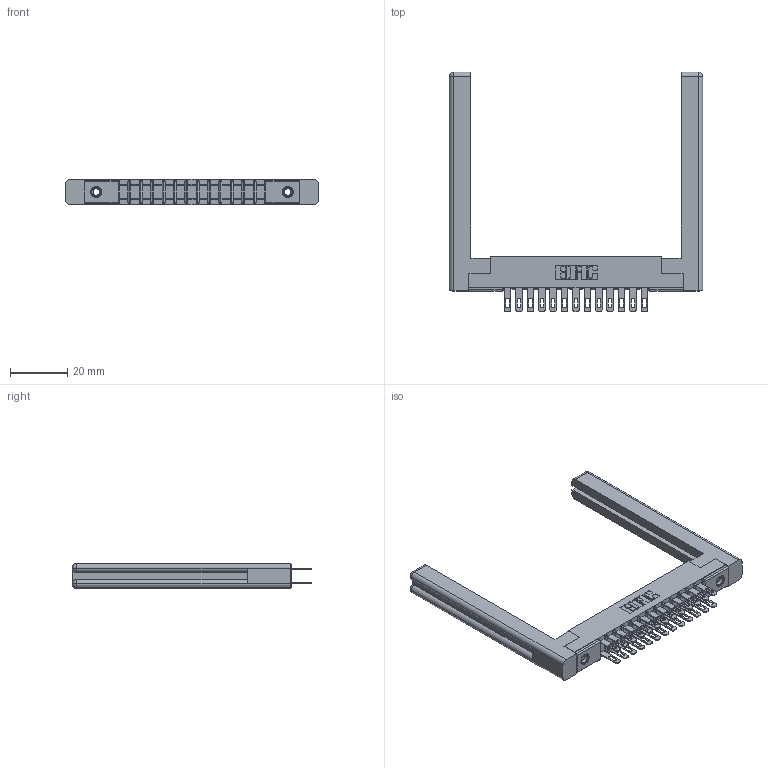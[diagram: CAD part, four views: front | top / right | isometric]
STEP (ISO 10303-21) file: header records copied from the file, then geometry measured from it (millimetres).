
FILE_DESCRIPTION (( 'STEP AP203' ), '1' );
FILE_NAME ('357-026-400-258.STEP', '2020-10-03T01:57:52', ( '' ), ( '' ), 'SwSTEP 2.0', 'SolidWorks 2020', '' );
FILE_SCHEMA (( 'CONFIG_CONTROL_DESIGN' ));
Length unit declared in the file: inch
Products named in the file (5): 307-290-001_500; 345-250-001_345-250-001-102; 307-220-058; 357-026-400-258; 307 Part_.156 Dia Mounting Holes
Assembly tree (31 placements, depth 2):
  357-026-400-258
    307 Part_.156 Dia Mounting Holes
    307-290-001_500  x26
    307-220-058  x2
    345-250-001_345-250-001-102  x2
Bounding box: 88.14 x 83.49 x 8.71 mm (x, y, z)
Volume: 13527.3 mm3; surface area: 15349.5 mm2
Topology: 31 solids, 31 shells, 1470 faces, 4057 edges, 2618 vertices
Faces by surface type: plane 934, cylinder 484, sphere 28, torus 12, cone 12
Entity records: 17743 total; most frequent: CARTESIAN_POINT 2928, DIRECTION 2840, ORIENTED_EDGE 2840, EDGE_CURVE 1420, VECTOR 1072, LINE 1072, VERTEX_POINT 918, AXIS2_PLACEMENT_3D 884
